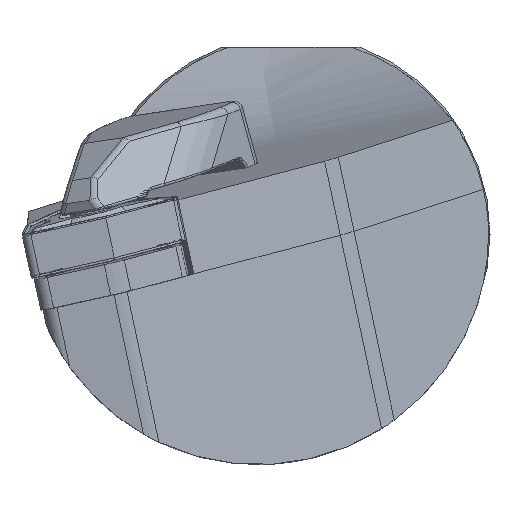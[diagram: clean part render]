
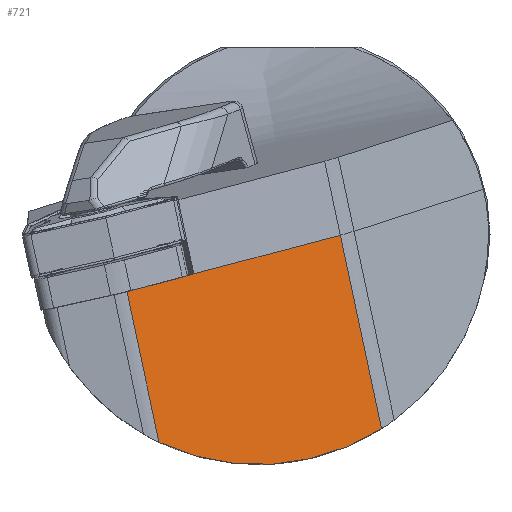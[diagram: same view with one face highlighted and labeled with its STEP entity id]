
A CAD part, left-side view. The second image highlights one B-rep face of the part: STEP entity #721.
In plain terms, the highlighted planar face has unit normal (-0.902, -0.432, -0.005).
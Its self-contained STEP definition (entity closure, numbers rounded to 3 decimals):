
#621=ELLIPSE('',#3444,25.665,23.15);
#721=ADVANCED_FACE('',(#972),#895,.F.);
#895=PLANE('',#3445);
#972=FACE_OUTER_BOUND('',#1124,.T.);
#1124=EDGE_LOOP('',(#1786,#1787,#1788,#1789,#1790,#1791));
#1313=LINE('',#4624,#1533);
#1333=LINE('',#4695,#1553);
#1334=LINE('',#4697,#1554);
#1335=LINE('',#4699,#1555);
#1336=LINE('',#4703,#1556);
#1533=VECTOR('',#3760,1.);
#1553=VECTOR('',#3796,1.);
#1554=VECTOR('',#3797,1.);
#1555=VECTOR('',#3798,1.);
#1556=VECTOR('',#3801,1.);
#1786=ORIENTED_EDGE('',*,*,#2916,.F.);
#1787=ORIENTED_EDGE('',*,*,#2891,.T.);
#1788=ORIENTED_EDGE('',*,*,#2917,.T.);
#1789=ORIENTED_EDGE('',*,*,#2918,.F.);
#1790=ORIENTED_EDGE('',*,*,#2919,.T.);
#1791=ORIENTED_EDGE('',*,*,#2920,.T.);
#2611=VERTEX_POINT('',#4622);
#2613=VERTEX_POINT('',#4625);
#2632=VERTEX_POINT('',#4696);
#2633=VERTEX_POINT('',#4698);
#2634=VERTEX_POINT('',#4700);
#2635=VERTEX_POINT('',#4702);
#2891=EDGE_CURVE('',#2613,#2611,#1313,.T.);
#2916=EDGE_CURVE('',#2613,#2632,#1333,.T.);
#2917=EDGE_CURVE('',#2611,#2633,#1334,.T.);
#2918=EDGE_CURVE('',#2634,#2633,#1335,.T.);
#2919=EDGE_CURVE('',#2634,#2635,#621,.T.);
#2920=EDGE_CURVE('',#2635,#2632,#1336,.T.);
#3444=AXIS2_PLACEMENT_3D('',#4701,#3799,#3800);
#3445=AXIS2_PLACEMENT_3D('',#4704,#3802,#3803);
#3760=DIRECTION('',(-0.419,0.878,-0.232));
#3796=DIRECTION('',(0.419,-0.878,0.232));
#3797=DIRECTION('',(-0.419,0.878,-0.232));
#3798=DIRECTION('',(-0.105,0.207,0.973));
#3799=DIRECTION('',(-0.902,-0.432,-0.005));
#3800=DIRECTION('',(-0.432,0.902,0.011));
#3801=DIRECTION('',(-0.105,0.207,0.973));
#3802=DIRECTION('',(0.902,0.432,0.005));
#3803=DIRECTION('',(0.432,-0.902,0.));
#4622=CARTESIAN_POINT('',(-224.142,-0.663,-4.978));
#4624=CARTESIAN_POINT('',(-216.81,-16.032,-0.924));
#4625=CARTESIAN_POINT('',(-223.836,-1.305,-4.809));
#4695=CARTESIAN_POINT('',(-216.81,-16.032,-0.924));
#4696=CARTESIAN_POINT('',(-216.81,-16.032,-0.924));
#4697=CARTESIAN_POINT('',(-216.81,-16.032,-0.924));
#4698=CARTESIAN_POINT('',(-227.035,5.401,-6.578));
#4699=CARTESIAN_POINT('',(-278.08,106.375,468.464));
#4700=CARTESIAN_POINT('',(-225.408,2.183,-21.718));
#4701=CARTESIAN_POINT('',(-220.77,-7.758,-0.811));
#4702=CARTESIAN_POINT('',(-214.722,-20.163,-20.358));
#4703=CARTESIAN_POINT('',(-267.855,84.941,474.118));
#4704=CARTESIAN_POINT('',(-267.855,84.941,474.118));
